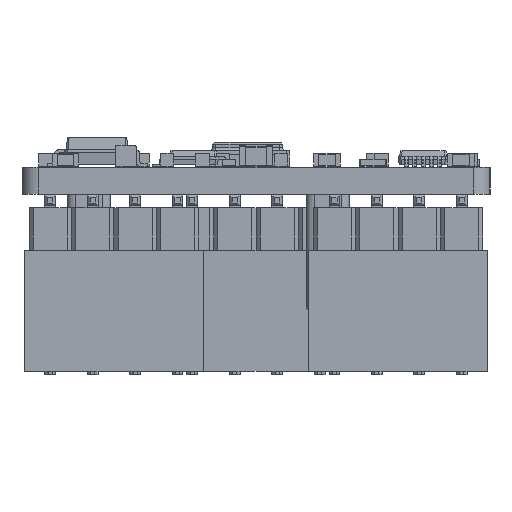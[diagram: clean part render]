
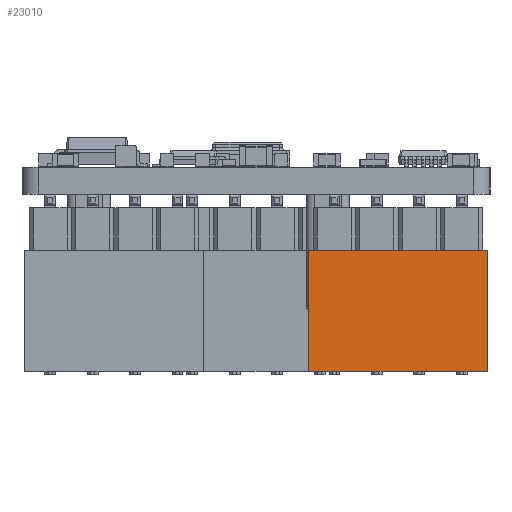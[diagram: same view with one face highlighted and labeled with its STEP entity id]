
A CAD part, left-side view. The second image highlights one B-rep face of the part: STEP entity #23010.
In plain terms, the highlighted face is planar.
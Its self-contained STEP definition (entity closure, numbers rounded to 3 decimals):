
#1889=FACE_OUTER_BOUND('',#3154,.T.);
#3154=EDGE_LOOP('',(#19741,#19742,#19743,#19744));
#5917=LINE('',#36856,#8424);
#5987=LINE('',#37001,#8494);
#6074=LINE('',#37173,#8581);
#6195=LINE('',#37418,#8702);
#8424=VECTOR('',#30489,1000.);
#8494=VECTOR('',#30575,1000.);
#8581=VECTOR('',#30706,1000.);
#8702=VECTOR('',#30983,1000.);
#10438=VERTEX_POINT('',#36853);
#10439=VERTEX_POINT('',#36855);
#10506=VERTEX_POINT('',#37000);
#10569=VERTEX_POINT('',#37171);
#13379=EDGE_CURVE('',#10438,#10439,#5917,.T.);
#13451=EDGE_CURVE('',#10439,#10506,#5987,.T.);
#13540=EDGE_CURVE('',#10569,#10438,#6074,.T.);
#13661=EDGE_CURVE('',#10506,#10569,#6195,.T.);
#19741=ORIENTED_EDGE('',*,*,#13540,.F.);
#19742=ORIENTED_EDGE('',*,*,#13661,.F.);
#19743=ORIENTED_EDGE('',*,*,#13451,.F.);
#19744=ORIENTED_EDGE('',*,*,#13379,.F.);
#20671=PLANE('',#24908);
#23010=ADVANCED_FACE('',(#1889),#20671,.F.);
#24908=AXIS2_PLACEMENT_3D('',#37417,#30981,#30982);
#30489=DIRECTION('',(1.,0.,0.));
#30575=DIRECTION('',(0.,0.,-1.));
#30706=DIRECTION('',(0.,0.,1.));
#30981=DIRECTION('center_axis',(0.,1.,0.));
#30982=DIRECTION('ref_axis',(0.,0.,1.));
#30983=DIRECTION('',(-1.,0.,0.));
#36853=CARTESIAN_POINT('',(-5.33,-2.54,3.62));
#36855=CARTESIAN_POINT('',(5.33,-2.54,3.62));
#36856=CARTESIAN_POINT('',(-5.33,-2.54,3.62));
#37000=CARTESIAN_POINT('',(5.33,-2.54,-3.62));
#37001=CARTESIAN_POINT('',(5.33,-2.54,3.62));
#37171=CARTESIAN_POINT('',(-5.33,-2.54,-3.62));
#37173=CARTESIAN_POINT('',(-5.33,-2.54,-3.62));
#37417=CARTESIAN_POINT('Origin',(0.,-2.54,0.));
#37418=CARTESIAN_POINT('',(5.33,-2.54,-3.62));
